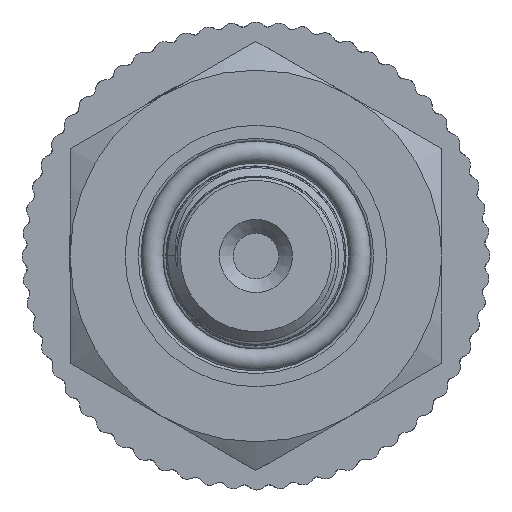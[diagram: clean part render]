
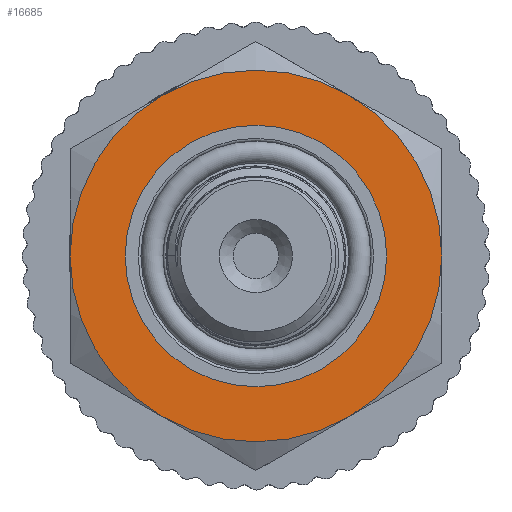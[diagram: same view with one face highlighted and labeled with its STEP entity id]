
A CAD part, left-side view. The second image highlights one B-rep face of the part: STEP entity #16685.
In plain terms, the highlighted face is planar.
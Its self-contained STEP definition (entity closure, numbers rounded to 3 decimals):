
#236=FACE_BOUND('',#2890,.T.);
#952=PLANE('',#17534);
#1915=FACE_OUTER_BOUND('',#2889,.T.);
#2889=EDGE_LOOP('',(#15615));
#2890=EDGE_LOOP('',(#15616));
#3179=CIRCLE('',#17495,13.5);
#3203=CIRCLE('',#17535,9.5);
#7980=VERTEX_POINT('',#53699);
#7999=VERTEX_POINT('',#53765);
#10508=EDGE_CURVE('',#7980,#7980,#3179,.T.);
#10539=EDGE_CURVE('',#7999,#7999,#3203,.T.);
#15615=ORIENTED_EDGE('',*,*,#10508,.T.);
#15616=ORIENTED_EDGE('',*,*,#10539,.F.);
#16685=ADVANCED_FACE('',(#1915,#236),#952,.T.);
#17495=AXIS2_PLACEMENT_3D('',#53700,#19953,#19954);
#17534=AXIS2_PLACEMENT_3D('',#53764,#20038,#20039);
#17535=AXIS2_PLACEMENT_3D('',#53766,#20040,#20041);
#19953=DIRECTION('center_axis',(1.,0.,0.));
#19954=DIRECTION('ref_axis',(0.,0.,-1.));
#20038=DIRECTION('center_axis',(1.,0.,0.));
#20039=DIRECTION('ref_axis',(0.,0.,-1.));
#20040=DIRECTION('center_axis',(1.,0.,0.));
#20041=DIRECTION('ref_axis',(0.,0.,-1.));
#53699=CARTESIAN_POINT('',(-14.,-13.5,0.));
#53700=CARTESIAN_POINT('Origin',(-14.,0.,0.));
#53764=CARTESIAN_POINT('Origin',(-14.,9.5,0.));
#53765=CARTESIAN_POINT('',(-14.,-9.5,0.));
#53766=CARTESIAN_POINT('Origin',(-14.,0.,0.));
